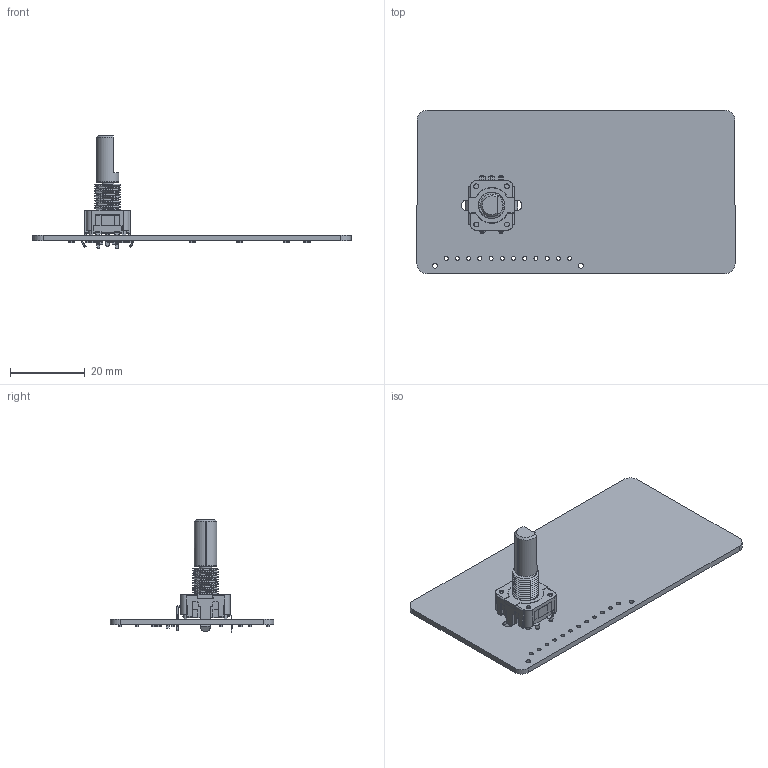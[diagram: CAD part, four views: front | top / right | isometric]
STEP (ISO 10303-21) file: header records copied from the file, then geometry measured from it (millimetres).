
FILE_DESCRIPTION(('KiCad electronic assembly'),'2;1');
FILE_NAME('IOBoardV1.step','2025-04-18T21:52:57',('Pcbnew'),('Kicad'), 'Open CASCADE STEP processor 7.8','KiCad to STEP converter','Unknown' );
FILE_SCHEMA(('AUTOMOTIVE_DESIGN { 1 0 10303 214 1 1 1 1 }'));
Length unit declared in the file: millimetre
Products named in the file (5): IOBoardV1 1; pec11r-4020f-s0024; C_0603_1608Metric; R_0603_1608Metric; IOBoardV1_PCB
Assembly tree (24 placements, depth 2):
  IOBoardV1 1
    pec11r-4020f-s0024
    C_0603_1608Metric  x2
    R_0603_1608Metric  x20
    IOBoardV1_PCB
Bounding box: 85 x 43.69 x 30.2 mm (x, y, z)
Volume: 6919.4 mm3; surface area: 9639.9 mm2
Topology: 24 solids, 26 shells, 1143 faces, 3058 edges, 1988 vertices
Faces by surface type: plane 687, cylinder 410, torus 24, cone 14, bspline 7, extrusion 1
Full cylindrical faces by diameter (mm): 1.067 x12, 1.092 x5, 1.321 x2
Entity records: 25194 total; most frequent: CARTESIAN_POINT 8549, ORIENTED_EDGE 3388, DIRECTION 3355, EDGE_CURVE 1694, VECTOR 1121, LINE 1120, AXIS2_PLACEMENT_3D 1117, VERTEX_POINT 1104
